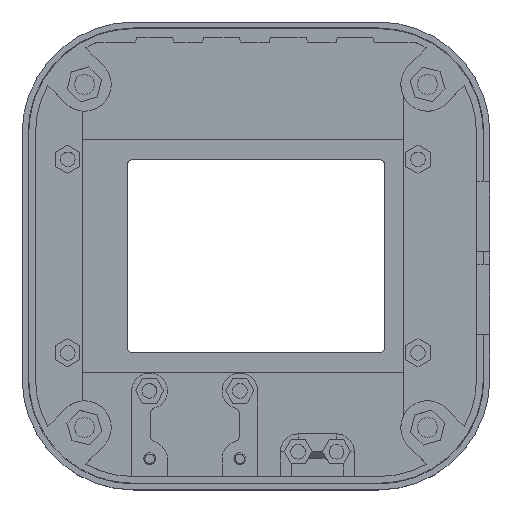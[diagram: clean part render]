
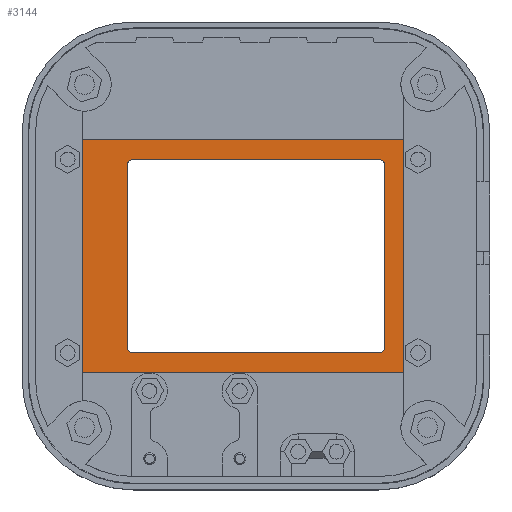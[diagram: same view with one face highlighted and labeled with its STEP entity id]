
A CAD part, top view. The second image highlights one B-rep face of the part: STEP entity #3144.
In plain terms, the highlighted planar face has unit normal (0, 0, 1).
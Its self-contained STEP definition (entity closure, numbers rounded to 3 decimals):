
#229 = DIRECTION ( 'NONE',  ( 0., 0., 1. ) ) ;
#243 = ORIENTED_EDGE ( 'NONE', *, *, #8639, .T. ) ;
#409 = LINE ( 'NONE', #3337, #6267 ) ;
#543 = CARTESIAN_POINT ( 'NONE',  ( -39., 26.1, 0.81 ) ) ;
#668 = CARTESIAN_POINT ( 'NONE',  ( 33.1, 26.1, 0.81 ) ) ;
#678 = EDGE_CURVE ( 'NONE', #3284, #2295, #13700, .T. ) ;
#899 = DIRECTION ( 'NONE',  ( 1., 0., 0. ) ) ;
#1051 = VECTOR ( 'NONE', #6144, 1000. ) ;
#1106 = EDGE_CURVE ( 'NONE', #7511, #16716, #15860, .T. ) ;
#2020 = FACE_OUTER_BOUND ( 'NONE', #16614, .T. ) ;
#2083 = AXIS2_PLACEMENT_3D ( 'NONE', #7214, #16202, #8518 ) ;
#2121 = CARTESIAN_POINT ( 'NONE',  ( -27.8, 20.6, 0.81 ) ) ;
#2222 = EDGE_CURVE ( 'NONE', #10648, #12037, #10913, .T. ) ;
#2295 = VERTEX_POINT ( 'NONE', #12741 ) ;
#2409 = EDGE_CURVE ( 'NONE', #15226, #2501, #6395, .T. ) ;
#2488 = VECTOR ( 'NONE', #14911, 1000. ) ;
#2501 = VERTEX_POINT ( 'NONE', #5516 ) ;
#2593 = EDGE_CURVE ( 'NONE', #14299, #3284, #16505, .T. ) ;
#2822 = CARTESIAN_POINT ( 'NONE',  ( 27.8, 21.6, 0.81 ) ) ;
#2950 = EDGE_CURVE ( 'NONE', #16716, #14572, #9654, .T. ) ;
#3115 = CIRCLE ( 'NONE', #11584, 1. ) ;
#3144 = ADVANCED_FACE ( 'NONE', ( #2020, #9459 ), #13054, .T. ) ;
#3284 = VERTEX_POINT ( 'NONE', #12281 ) ;
#3337 = CARTESIAN_POINT ( 'NONE',  ( 28.8, -21.6, 0.81 ) ) ;
#3367 = ORIENTED_EDGE ( 'NONE', *, *, #2950, .T. ) ;
#3399 = DIRECTION ( 'NONE',  ( 1., 0., 0. ) ) ;
#3555 = EDGE_LOOP ( 'NONE', ( #6894, #13035, #3367, #13836, #9968, #15279, #243, #9693 ) ) ;
#3561 = CARTESIAN_POINT ( 'NONE',  ( 28.8, -21.6, 0.81 ) ) ;
#3674 = DIRECTION ( 'NONE',  ( 0., 0., -1. ) ) ;
#3892 = EDGE_CURVE ( 'NONE', #2295, #12624, #9311, .T. ) ;
#4006 = VECTOR ( 'NONE', #15531, 1000. ) ;
#4390 = CARTESIAN_POINT ( 'NONE',  ( 28.8, 20.6, 0.81 ) ) ;
#4651 = DIRECTION ( 'NONE',  ( 0., -1., 0. ) ) ;
#4749 = AXIS2_PLACEMENT_3D ( 'NONE', #11381, #3674, #12687 ) ;
#5516 = CARTESIAN_POINT ( 'NONE',  ( -28.8, 20.6, 0.81 ) ) ;
#6144 = DIRECTION ( 'NONE',  ( -1., 0., 0. ) ) ;
#6267 = VECTOR ( 'NONE', #4651, 1000. ) ;
#6395 = LINE ( 'NONE', #11714, #4006 ) ;
#6573 = CARTESIAN_POINT ( 'NONE',  ( 0., 0., 0.81 ) ) ;
#6795 = CARTESIAN_POINT ( 'NONE',  ( -27.8, -21.6, 0.81 ) ) ;
#6799 = VECTOR ( 'NONE', #13240, 1000. ) ;
#6866 = EDGE_CURVE ( 'NONE', #2501, #7511, #3115, .T. ) ;
#6894 = ORIENTED_EDGE ( 'NONE', *, *, #6866, .T. ) ;
#6899 = CARTESIAN_POINT ( 'NONE',  ( 28.8, 21.6, 0.81 ) ) ;
#7214 = CARTESIAN_POINT ( 'NONE',  ( -27.8, -20.6, 0.81 ) ) ;
#7511 = VERTEX_POINT ( 'NONE', #8524 ) ;
#8076 = ORIENTED_EDGE ( 'NONE', *, *, #16322, .T. ) ;
#8189 = CARTESIAN_POINT ( 'NONE',  ( 33.1, 26.1, 0.81 ) ) ;
#8402 = DIRECTION ( 'NONE',  ( 0., 1., 0. ) ) ;
#8505 = CARTESIAN_POINT ( 'NONE',  ( -39., -26.1, 0.81 ) ) ;
#8518 = DIRECTION ( 'NONE',  ( 1., 0., 0. ) ) ;
#8524 = CARTESIAN_POINT ( 'NONE',  ( -27.8, 21.6, 0.81 ) ) ;
#8633 = DIRECTION ( 'NONE',  ( 0., 0., -1. ) ) ;
#8639 = EDGE_CURVE ( 'NONE', #12037, #15226, #10621, .T. ) ;
#9237 = DIRECTION ( 'NONE',  ( 1., 0., 0. ) ) ;
#9311 = LINE ( 'NONE', #8505, #2488 ) ;
#9459 = FACE_BOUND ( 'NONE', #3555, .T. ) ;
#9645 = LINE ( 'NONE', #668, #11450 ) ;
#9654 = CIRCLE ( 'NONE', #4749, 1. ) ;
#9693 = ORIENTED_EDGE ( 'NONE', *, *, #2409, .T. ) ;
#9968 = ORIENTED_EDGE ( 'NONE', *, *, #13393, .T. ) ;
#10213 = AXIS2_PLACEMENT_3D ( 'NONE', #6573, #229, #9237 ) ;
#10379 = ORIENTED_EDGE ( 'NONE', *, *, #678, .T. ) ;
#10502 = AXIS2_PLACEMENT_3D ( 'NONE', #16332, #8633, #899 ) ;
#10621 = CIRCLE ( 'NONE', #2083, 1. ) ;
#10648 = VERTEX_POINT ( 'NONE', #12520 ) ;
#10856 = VECTOR ( 'NONE', #12142, 1000. ) ;
#10913 = LINE ( 'NONE', #3561, #1051 ) ;
#11026 = ORIENTED_EDGE ( 'NONE', *, *, #3892, .T. ) ;
#11127 = DIRECTION ( 'NONE',  ( 0., 0., -1. ) ) ;
#11381 = CARTESIAN_POINT ( 'NONE',  ( 27.8, 20.6, 0.81 ) ) ;
#11450 = VECTOR ( 'NONE', #8402, 1000. ) ;
#11584 = AXIS2_PLACEMENT_3D ( 'NONE', #2121, #11127, #3399 ) ;
#11714 = CARTESIAN_POINT ( 'NONE',  ( -28.8, -21.6, 0.81 ) ) ;
#12037 = VERTEX_POINT ( 'NONE', #6795 ) ;
#12142 = DIRECTION ( 'NONE',  ( -1., 0., 0. ) ) ;
#12268 = CARTESIAN_POINT ( 'NONE',  ( -39., 26.1, 0.81 ) ) ;
#12281 = CARTESIAN_POINT ( 'NONE',  ( -39., 26.1, 0.81 ) ) ;
#12520 = CARTESIAN_POINT ( 'NONE',  ( 27.8, -21.6, 0.81 ) ) ;
#12624 = VERTEX_POINT ( 'NONE', #14598 ) ;
#12687 = DIRECTION ( 'NONE',  ( 1., 0., 0. ) ) ;
#12741 = CARTESIAN_POINT ( 'NONE',  ( -39., -26.1, 0.81 ) ) ;
#13035 = ORIENTED_EDGE ( 'NONE', *, *, #1106, .T. ) ;
#13054 = PLANE ( 'NONE',  #10213 ) ;
#13240 = DIRECTION ( 'NONE',  ( 1., 0., 0. ) ) ;
#13393 = EDGE_CURVE ( 'NONE', #14872, #10648, #14188, .T. ) ;
#13561 = DIRECTION ( 'NONE',  ( 0., -1., 0. ) ) ;
#13700 = LINE ( 'NONE', #12268, #15882 ) ;
#13836 = ORIENTED_EDGE ( 'NONE', *, *, #15712, .T. ) ;
#14084 = CARTESIAN_POINT ( 'NONE',  ( 28.8, -20.6, 0.81 ) ) ;
#14188 = CIRCLE ( 'NONE', #10502, 1. ) ;
#14299 = VERTEX_POINT ( 'NONE', #8189 ) ;
#14572 = VERTEX_POINT ( 'NONE', #4390 ) ;
#14598 = CARTESIAN_POINT ( 'NONE',  ( 33.1, -26.1, 0.81 ) ) ;
#14872 = VERTEX_POINT ( 'NONE', #14084 ) ;
#14911 = DIRECTION ( 'NONE',  ( 1., 0., 0. ) ) ;
#15226 = VERTEX_POINT ( 'NONE', #16364 ) ;
#15279 = ORIENTED_EDGE ( 'NONE', *, *, #2222, .T. ) ;
#15531 = DIRECTION ( 'NONE',  ( 0., 1., 0. ) ) ;
#15712 = EDGE_CURVE ( 'NONE', #14572, #14872, #409, .T. ) ;
#15860 = LINE ( 'NONE', #6899, #6799 ) ;
#15882 = VECTOR ( 'NONE', #13561, 1000. ) ;
#16014 = ORIENTED_EDGE ( 'NONE', *, *, #2593, .T. ) ;
#16202 = DIRECTION ( 'NONE',  ( 0., 0., -1. ) ) ;
#16322 = EDGE_CURVE ( 'NONE', #12624, #14299, #9645, .T. ) ;
#16332 = CARTESIAN_POINT ( 'NONE',  ( 27.8, -20.6, 0.81 ) ) ;
#16364 = CARTESIAN_POINT ( 'NONE',  ( -28.8, -20.6, 0.81 ) ) ;
#16505 = LINE ( 'NONE', #543, #10856 ) ;
#16614 = EDGE_LOOP ( 'NONE', ( #8076, #16014, #10379, #11026 ) ) ;
#16716 = VERTEX_POINT ( 'NONE', #2822 ) ;
